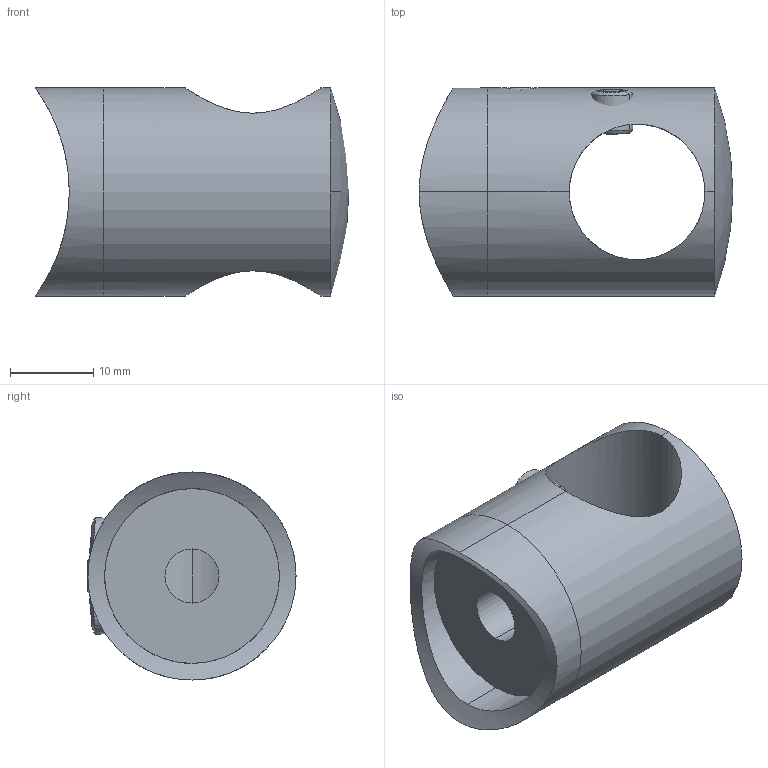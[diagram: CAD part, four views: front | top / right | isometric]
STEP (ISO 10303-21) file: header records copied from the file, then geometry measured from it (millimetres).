
FILE_DESCRIPTION (( 'STEP AP203' ), '1' );
FILE_NAME ('A14_0841-042.STEP', '2023-10-18T13:04:26', ( '' ), ( '' ), 'SwSTEP 2.0', 'SolidWorks 2019', '' );
FILE_SCHEMA (( 'CONFIG_CONTROL_DESIGN' ));
Length unit declared in the file: millimetre
Products named in the file (5): A14_0841-042.P1; A14_0841-042.P2; DIN 914_SKRUTKA M 5X 5; DIN 913_SKRUTKA M 5X 5; A14_0841-042
Assembly tree (5 placements, depth 2):
  A14_0841-042
    A14_0841-042.P1
    A14_0841-042.P2
    DIN 913_SKRUTKA M 5X 5  x2
    DIN 914_SKRUTKA M 5X 5
Bounding box: 37.68 x 25 x 25 mm (x, y, z)
Volume: 9822 mm3; surface area: 6586.3 mm2
Topology: 5 solids, 5 shells, 82 faces, 183 edges, 113 vertices
Faces by surface type: plane 31, cylinder 29, cone 20, sphere 2
Entity records: 3190 total; most frequent: CARTESIAN_POINT 1125, DIRECTION 327, ORIENTED_EDGE 302, EDGE_CURVE 151, AXIS2_PLACEMENT_3D 123, VERTEX_POINT 93, VECTOR 81, LINE 81
